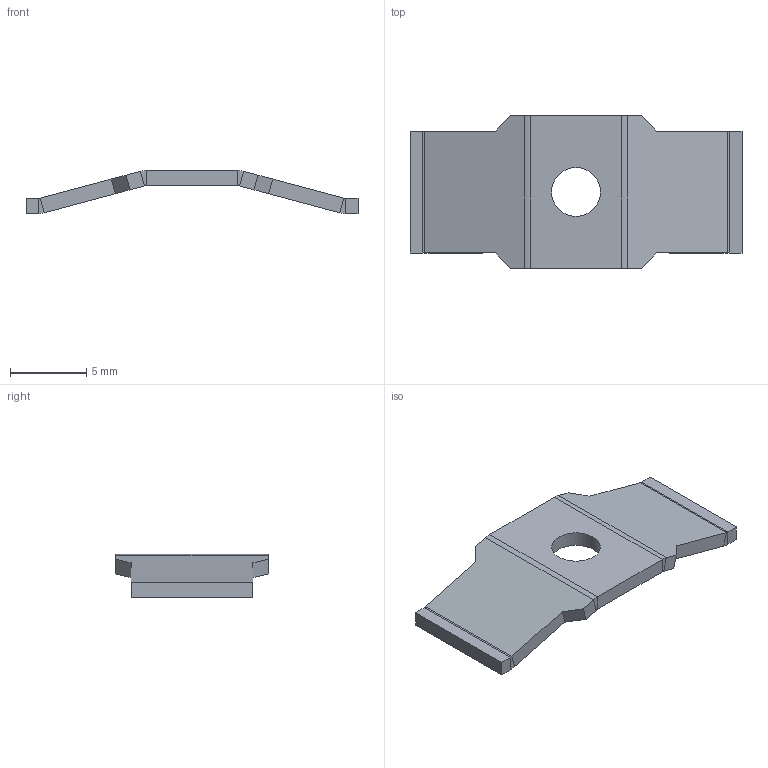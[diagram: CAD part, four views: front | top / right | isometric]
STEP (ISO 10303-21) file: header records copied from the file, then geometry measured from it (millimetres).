
FILE_DESCRIPTION(('STEP AP242'), '1');
FILE_NAME('Transistor Mounting Bracket JB-10x21x1', '', ('UNSPECIFIED'), ('UNSPECIFIED'), 'ASCON STEP Converter 1.6', 'ASCON Math Kernel', '');
FILE_SCHEMA(('AP242_MANAGED_MODEL_BASED_3D_ENGINEERING_MIM_LF { 1 0 10303 442 1 1 4 }'));
Length unit declared in the file: millimetre
Bounding box: 21.78 x 10 x 2.83 mm (x, y, z)
Volume: 188.9 mm3; surface area: 450.1 mm2
Topology: 1 solids, 1 shells, 47 faces, 103 edges, 58 vertices
Faces by surface type: plane 38, cylinder 9
Full cylindrical faces by diameter (mm): 3.2 x1
Entity records: 1654 total; most frequent: DIRECTION 216, CARTESIAN_POINT 208, ORIENTED_EDGE 204, EDGE_CURVE 102, LINE 84, VECTOR 84, AXIS2_PLACEMENT_3D 66, VERTEX_POINT 58
